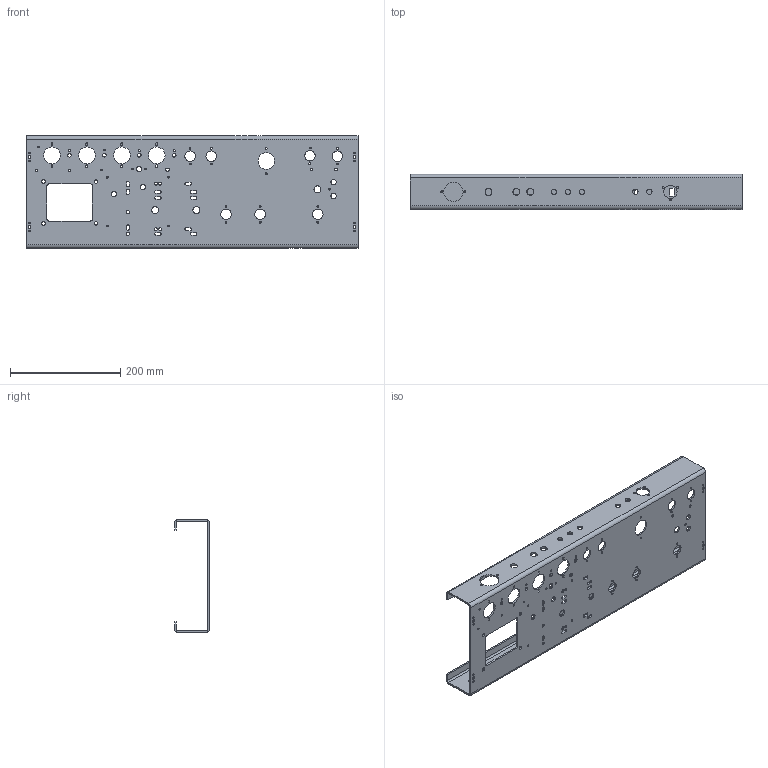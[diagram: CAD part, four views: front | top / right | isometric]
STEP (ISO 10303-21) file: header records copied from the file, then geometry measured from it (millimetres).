
FILE_DESCRIPTION(/* description */ (''),/* implementation_level */ '2;1');
FILE_NAME(/* name */ 'mainChassis.stp',/* time_stamp */ '2019-03-16T09:37:01-04:00',/* author */ ('RCCol'),/* organization */ (''),/* preprocessor_version */ 'ST-DEVELOPER v17',/* originating_system */ 'Autodesk Inventor 2018',/* authorisation */ '');
FILE_SCHEMA (('AUTOMOTIVE_DESIGN { 1 0 10303 214 3 1 1 }'));
Length unit declared in the file: inch
Products named in the file (1): mainChassis
Bounding box: 603.25 x 63.5 x 204.47 mm (x, y, z)
Volume: 613497.4 mm3; surface area: 404802 mm2
Topology: 1 solids, 1 shells, 300 faces, 862 edges, 564 vertices
Faces by surface type: cylinder 184, plane 116
Full cylindrical faces by diameter (mm): 3.175 x8, 3.3 x7, 3.302 x24, 3.454 x10, 3.556 x5, 4.762 x2, 5.3 x6, 5.334 x4, 6.35 x4, 6.477 x5, 7.925 x1, 9.525 x16, 9.6 x2, 9.652 x3, 12.7 x3, 19.05 x7, 24.206 x1, 29.997 x1, 30.2 x4, 34.925 x1
Entity records: 10547 total; most frequent: DIRECTION 1832, CARTESIAN_POINT 1727, ORIENTED_EDGE 1724, EDGE_CURVE 862, AXIS2_PLACEMENT_3D 669, EDGE_LOOP 584, VERTEX_POINT 564, LINE 494
